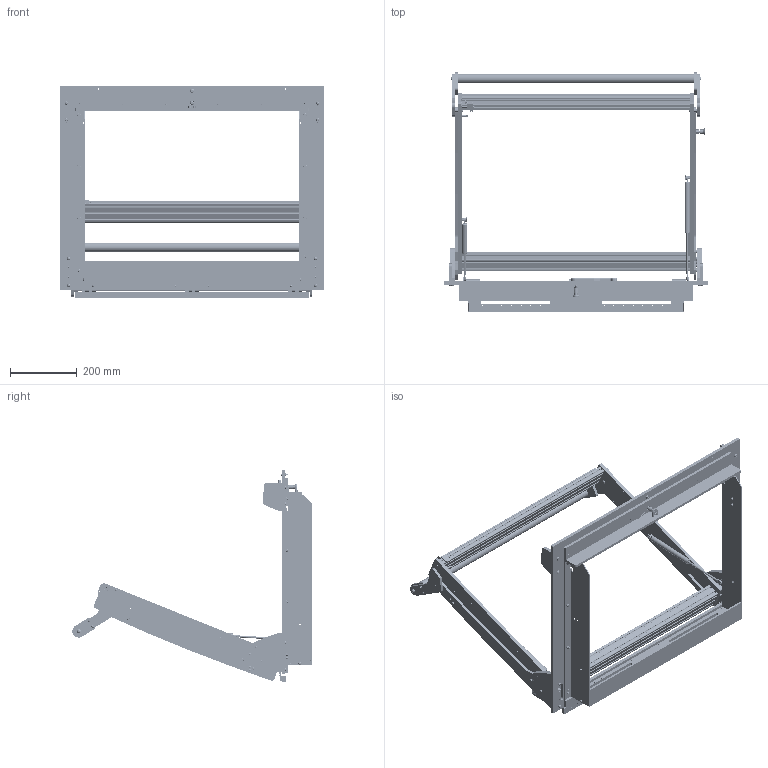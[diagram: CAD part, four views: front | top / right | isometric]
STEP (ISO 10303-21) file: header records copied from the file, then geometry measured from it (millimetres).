
FILE_DESCRIPTION (( 'STEP AP203' ), '1' );
FILE_NAME ('INGUN_116500_open.STEP', '2023-08-29T11:38:51', ( '' ), ( '' ), 'SwSTEP 2.0', 'SolidWorks 2021', '' );
FILE_SCHEMA (( 'CONFIG_CONTROL_DESIGN' ));
Length unit declared in the file: millimetre
Products named in the file (99): 2528~0; DIN7991~n_M05,0x016; DIN6325~n_02,0m6x010; INGUN_116500_open; 2281~0; 35649~1_S; DIN7991~n_M05,0x020; 114813~0_KUNDE<S>; DIN7979~n_06,0m6x040M4; 113884~0_S; 31253~0_S; 114795~1_offen<S>; DIN7979~n_08,0m6x028M5; 30951~1_S; 109128~0_offen <S>; 114797~2; DIN914~n_M04,0x05; 114804~0_S; 114807~0_S; 9991~0_flexibel<Standard>; ISO7380~n_M04,0x006; 35151~0_S; 49317~0; DIN6325~n_04,0m6x014; 112087~1_S; 112086~2_S; 114814~0_S; 57801~2_S; 31109~0; DIN125~n_06,4 M06,0 Fase; 111995~2_S; DIN6325~n_03,0m6x010; 114800~0_S; 53727~2_S; 112310~2_S; 114566~0_S; DIN7991~n_M03,0x016 VA; DIN6325~n_04,0m6x024; ISO7380~n_M05,0x010; 113379~2_S ...
Assembly tree (248 placements, depth 5):
  INGUN_116500_open
    114795~1_offen<S>
      114797~2
      114798~0_S
      114799~0_S
      114796~0_S
      114800~0_S
      2281~0_180ø<Standard>  x3
        2281~0
      114803~0_S
      53031~0_S
      35649~1_S
      35651~1_S
      31253~0_S
      30955~0_S
      30915~0
      ASR~asr_拱04,2x05x拌8  x2
      2528~0  x2
      31109~0
      114566~0_S  x2
        112087~1_S
          111995~2_S
          112086~2_S
          DIN125~n_05,3 M05,0 Fase
        49317~0
        DIN912~n_M04,0x016
        DIN125~n_04,3 M04,0
        DIN125~n_06,4 M06,0 Fase
      114802~0_S
      DIN7991~n_M05,0x025  x6
      DIN6325~n_04,0m6x020  x2
      DIN7991~n_M05,0x016  x10
      DIN7991~n_M05,0x020  x6
      DIN125~n_05,3 M05,0 Fase  x6
      DIN985-A2~n_M05,0  x6
      DIN6325~n_04,0m6x024
      DIN6325~n_04,0m6x016  x4
      DIN7991~n_M03,0x016 VA  x2
      DIN912~n_M04,0x012
      DIN6325~n_02,0m6x020
      ISO7380~n_M05,0x008  x2
      DIN6325~n_03,0m6x010  x4
      DIN7991~n_M04,0x012  x4
    114804~0_S
      114806~0_S
      53728~4_S
      53729~0
      31194~0  x6
      55716~4_S
      113884~0_S
      53727~2_S
      30951~1_S  x2
      DIN125~n_06,4 M06,0 Fase
    114805~0_S
      114806~0_S
      53728~4_S
      53729~0
      31194~0  x6
      55716~4_S
      113884~0_S
Bounding box: 791 x 715.73 x 636 mm (x, y, z)
Volume: 6128179.7 mm3; surface area: 2617858.9 mm2
Topology: 249 solids, 249 shells, 5392 faces, 13233 edges, 8395 vertices
Faces by surface type: cylinder 2302, plane 1866, cone 883, torus 149, sphere 99, bspline 93
Entity records: 101110 total; most frequent: CARTESIAN_POINT 16403, DIRECTION 15884, ORIENTED_EDGE 13828, EDGE_CURVE 6914, AXIS2_PLACEMENT_3D 6149, VERTEX_POINT 4453, VECTOR 3586, LINE 3586
